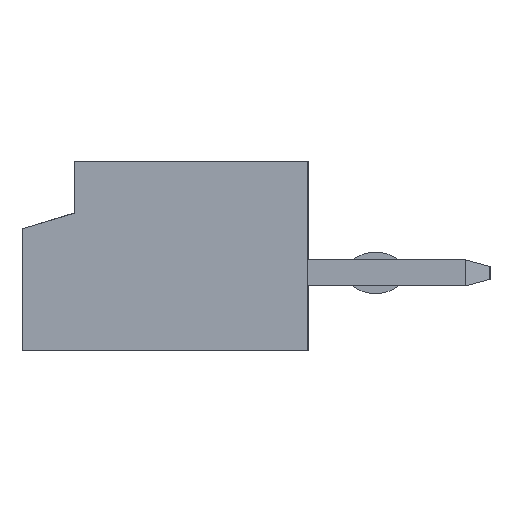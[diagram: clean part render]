
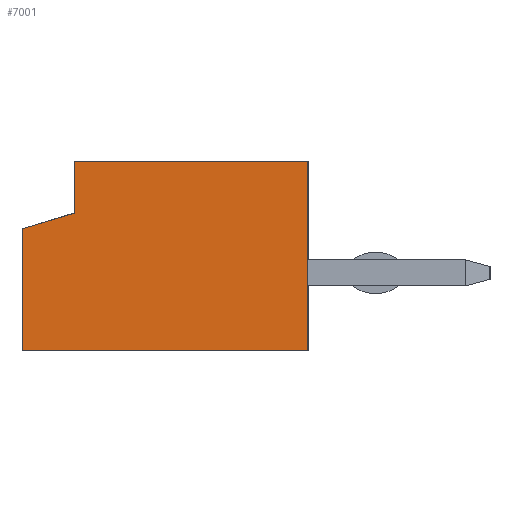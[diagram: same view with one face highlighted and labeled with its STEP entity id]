
A CAD part, left-side view. The second image highlights one B-rep face of the part: STEP entity #7001.
In plain terms, the highlighted planar face has unit normal (-1, 0, 0).
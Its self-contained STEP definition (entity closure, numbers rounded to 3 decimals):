
#49=DIRECTION('',(0.,-1.,0.));
#50=VECTOR('',#49,5.5);
#51=CARTESIAN_POINT('',(-14.,2.75,-1.825));
#52=LINE('',#51,#50);
#837=DIRECTION('',(0.,-1.,0.));
#838=VECTOR('',#837,4.5);
#839=CARTESIAN_POINT('',(-14.,1.75,1.825));
#840=LINE('',#839,#838);
#929=DIRECTION('',(0.,0.,1.));
#930=VECTOR('',#929,3.65);
#931=CARTESIAN_POINT('',(-14.,-2.75,-1.825));
#932=LINE('',#931,#930);
#1233=DIRECTION('',(0.,0.,-1.));
#1234=VECTOR('',#1233,1.);
#1235=CARTESIAN_POINT('',(-14.,1.75,1.825));
#1236=LINE('',#1235,#1234);
#1237=DIRECTION('',(0.,0.,1.));
#1238=VECTOR('',#1237,2.35);
#1239=CARTESIAN_POINT('',(-14.,2.75,-1.825));
#1240=LINE('',#1239,#1238);
#1241=DIRECTION('',(0.,0.958,-0.287));
#1242=VECTOR('',#1241,1.044);
#1243=CARTESIAN_POINT('',(-14.,1.75,0.825));
#1244=LINE('',#1243,#1242);
#4365=CARTESIAN_POINT('',(-14.,2.75,-1.825));
#4366=CARTESIAN_POINT('',(-14.,-2.75,-1.825));
#4367=VERTEX_POINT('',#4365);
#4368=VERTEX_POINT('',#4366);
#4373=CARTESIAN_POINT('',(-14.,-2.75,1.825));
#4374=VERTEX_POINT('',#4373);
#4381=CARTESIAN_POINT('',(-14.,1.75,1.825));
#4383=VERTEX_POINT('',#4381);
#4389=CARTESIAN_POINT('',(-14.,1.75,0.825));
#4390=VERTEX_POINT('',#4389);
#4391=CARTESIAN_POINT('',(-14.,2.75,0.525));
#4392=VERTEX_POINT('',#4391);
#6987=CARTESIAN_POINT('',(-14.,2.75,-1.825));
#6988=DIRECTION('',(-1.,0.,0.));
#6989=DIRECTION('',(0.,-1.,0.));
#6990=AXIS2_PLACEMENT_3D('',#6987,#6988,#6989);
#6991=PLANE('',#6990);
#6992=ORIENTED_EDGE('',*,*,#6216,.F.);
#6993=ORIENTED_EDGE('',*,*,#6347,.T.);
#6994=ORIENTED_EDGE('',*,*,#6437,.F.);
#6995=ORIENTED_EDGE('',*,*,#5742,.F.);
#6997=ORIENTED_EDGE('',*,*,#6996,.T.);
#6998=ORIENTED_EDGE('',*,*,#6184,.F.);
#6999=EDGE_LOOP('',(#6992,#6993,#6994,#6995,#6997,#6998));
#7000=FACE_OUTER_BOUND('',#6999,.F.);
#7001=ADVANCED_FACE('',(#7000),#6991,.T.);
#5742=EDGE_CURVE('',#4367,#4368,#52,.T.);
#6184=EDGE_CURVE('',#4390,#4392,#1244,.T.);
#6216=EDGE_CURVE('',#4383,#4390,#1236,.T.);
#6347=EDGE_CURVE('',#4383,#4374,#840,.T.);
#6437=EDGE_CURVE('',#4368,#4374,#932,.T.);
#6996=EDGE_CURVE('',#4367,#4392,#1240,.T.);
